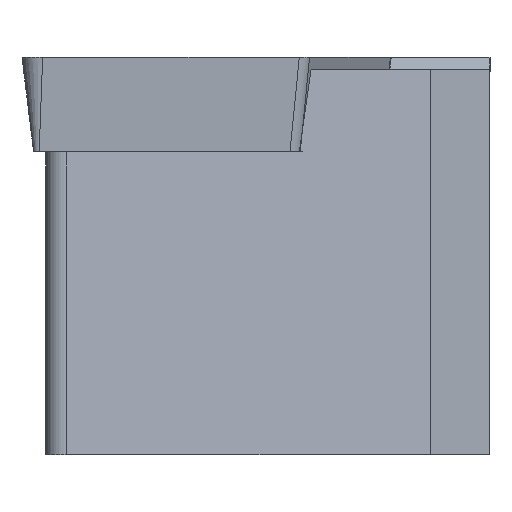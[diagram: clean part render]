
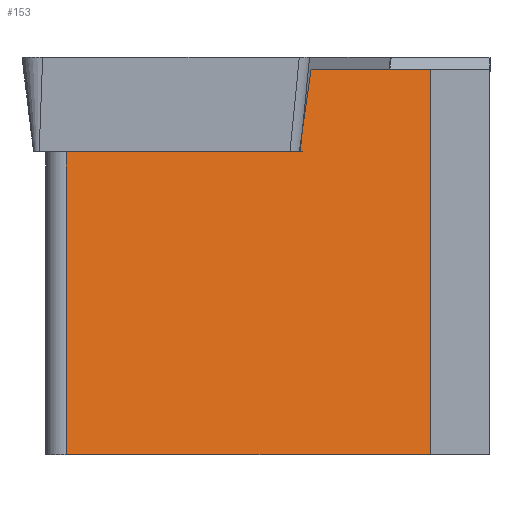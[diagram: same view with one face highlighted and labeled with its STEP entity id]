
A CAD part, left-side view. The second image highlights one B-rep face of the part: STEP entity #153.
In plain terms, the highlighted planar face has unit normal (-0.954, -0.301, 0).
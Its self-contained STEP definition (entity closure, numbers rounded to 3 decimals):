
#153=ADVANCED_FACE('',(#197),#174,.F.);
#174=PLANE('',#590);
#197=FACE_OUTER_BOUND('',#222,.T.);
#222=EDGE_LOOP('',(#320,#321,#322,#323,#324,#325));
#320=ORIENTED_EDGE('',*,*,#449,.T.);
#321=ORIENTED_EDGE('',*,*,#450,.F.);
#322=ORIENTED_EDGE('',*,*,#433,.F.);
#323=ORIENTED_EDGE('',*,*,#448,.T.);
#324=ORIENTED_EDGE('',*,*,#444,.T.);
#325=ORIENTED_EDGE('',*,*,#451,.T.);
#381=VERTEX_POINT('',#804);
#382=VERTEX_POINT('',#805);
#389=VERTEX_POINT('',#825);
#390=VERTEX_POINT('',#827);
#392=VERTEX_POINT('',#836);
#393=VERTEX_POINT('',#837);
#433=EDGE_CURVE('',#381,#382,#488,.T.);
#444=EDGE_CURVE('',#390,#389,#495,.T.);
#448=EDGE_CURVE('',#381,#390,#498,.T.);
#449=EDGE_CURVE('',#392,#393,#499,.T.);
#450=EDGE_CURVE('',#382,#393,#500,.T.);
#451=EDGE_CURVE('',#389,#392,#501,.T.);
#488=LINE('',#803,#537);
#495=LINE('',#826,#544);
#498=LINE('',#833,#547);
#499=LINE('',#835,#548);
#500=LINE('',#838,#549);
#501=LINE('',#839,#550);
#537=VECTOR('',#670,1.);
#544=VECTOR('',#691,1.);
#547=VECTOR('',#698,1.);
#548=VECTOR('',#701,1.);
#549=VECTOR('',#702,1.);
#550=VECTOR('',#703,1.);
#590=AXIS2_PLACEMENT_3D('',#840,#704,#705);
#670=DIRECTION('',(-0.301,0.954,0.));
#691=DIRECTION('',(-0.301,0.954,0.));
#698=DIRECTION('',(0.,0.,1.));
#701=DIRECTION('',(-0.301,0.954,0.));
#702=DIRECTION('',(0.,0.,1.));
#703=DIRECTION('',(-0.045,0.141,-0.989));
#704=DIRECTION('',(0.954,0.301,0.));
#705=DIRECTION('',(0.301,-0.954,0.));
#803=CARTESIAN_POINT('',(3.816,1.203,-10.));
#804=CARTESIAN_POINT('',(3.722,1.5,-10.));
#805=CARTESIAN_POINT('',(0.832,10.667,-10.));
#825=CARTESIAN_POINT('',(2.774,4.506,-0.3));
#826=CARTESIAN_POINT('',(3.816,1.203,-0.3));
#827=CARTESIAN_POINT('',(3.722,1.5,-0.3));
#833=CARTESIAN_POINT('',(3.722,1.5,91.8));
#835=CARTESIAN_POINT('',(3.722,1.5,-2.38));
#836=CARTESIAN_POINT('',(2.68,4.803,-2.38));
#837=CARTESIAN_POINT('',(0.832,10.667,-2.38));
#838=CARTESIAN_POINT('',(0.832,10.667,91.8));
#839=CARTESIAN_POINT('',(6.855,-8.437,90.238));
#840=CARTESIAN_POINT('',(3.722,1.5,91.8));
